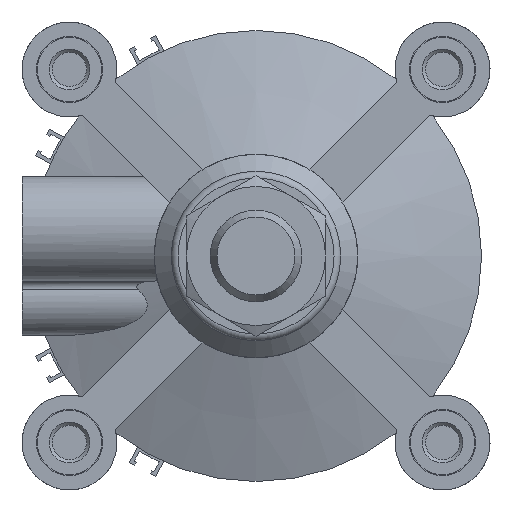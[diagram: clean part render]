
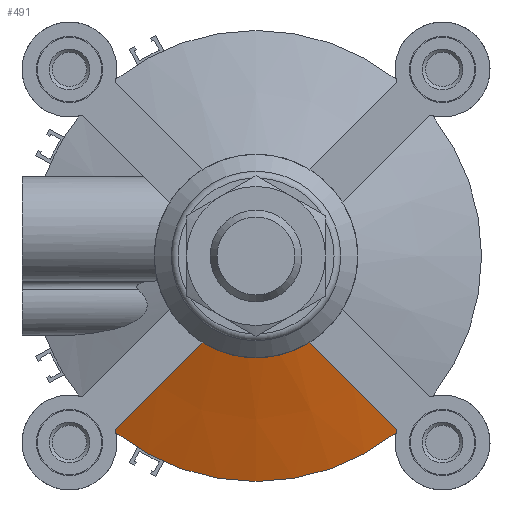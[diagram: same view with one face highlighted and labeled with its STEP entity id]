
A CAD part, left-side view. The second image highlights one B-rep face of the part: STEP entity #491.
In plain terms, the highlighted conical face has half-angle 70 degrees and reference radius 66.5 mm.
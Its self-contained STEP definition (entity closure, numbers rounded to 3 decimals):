
#491 = ADVANCED_FACE( '', ( #1168 ), #1169, .T. );
#1168 = FACE_OUTER_BOUND( '', #2124, .T. );
#1169 = CONICAL_SURFACE( '', #2125, 66.5, 1.222 );
#2124 = EDGE_LOOP( '', ( #3350, #3351, #3352, #3353, #3354, #3355 ) );
#2125 = AXIS2_PLACEMENT_3D( '', #3356, #3357, #3358 );
#3350 = ORIENTED_EDGE( '', *, *, #5529, .F. );
#3351 = ORIENTED_EDGE( '', *, *, #5530, .F. );
#3352 = ORIENTED_EDGE( '', *, *, #5531, .F. );
#3353 = ORIENTED_EDGE( '', *, *, #5532, .F. );
#3354 = ORIENTED_EDGE( '', *, *, #5533, .T. );
#3355 = ORIENTED_EDGE( '', *, *, #5534, .F. );
#3356 = CARTESIAN_POINT( '', ( 24.5, 0., 0. ) );
#3357 = DIRECTION( '', ( -1., 0., 0. ) );
#3358 = DIRECTION( '', ( 0., 0., 1. ) );
#5529 = EDGE_CURVE( '', #6640, #6641, #6642, .T. );
#5530 = EDGE_CURVE( '', #6643, #6640, #6644, .T. );
#5531 = EDGE_CURVE( '', #6645, #6643, #6646, .T. );
#5532 = EDGE_CURVE( '', #6647, #6645, #6648, .T. );
#5533 = EDGE_CURVE( '', #6647, #6649, #6650, .T. );
#5534 = EDGE_CURVE( '', #6641, #6649, #6651, .T. );
#6640 = VERTEX_POINT( '', #8252 );
#6641 = VERTEX_POINT( '', #8253 );
#6642 = B_SPLINE_CURVE_WITH_KNOTS( '', 3, ( #8254, #8255, #8256, #8257, #8258, #8259 ), .UNSPECIFIED., .F., .F., ( 4, 2, 4 ), ( 0.076, 0.095, 0.114 ), .UNSPECIFIED. );
#6643 = VERTEX_POINT( '', #8260 );
#6644 = CIRCLE( '', #8261, 30. );
#6645 = VERTEX_POINT( '', #8262 );
#6646 = B_SPLINE_CURVE_WITH_KNOTS( '', 3, ( #8263, #8264, #8265, #8266, #8267, #8268 ), .UNSPECIFIED., .F., .F., ( 4, 2, 4 ), ( 0.054, 0.074, 0.093 ), .UNSPECIFIED. );
#6647 = VERTEX_POINT( '', #8269 );
#6648 = B_SPLINE_CURVE_WITH_KNOTS( '', 3, ( #8270, #8271, #8272, #8273 ), .UNSPECIFIED., .F., .F., ( 4, 4 ), ( 0., 0.001 ), .UNSPECIFIED. );
#6649 = VERTEX_POINT( '', #8274 );
#6650 = CIRCLE( '', #8275, 66.5 );
#6651 = B_SPLINE_CURVE_WITH_KNOTS( '', 3, ( #8276, #8277, #8278, #8279 ), .UNSPECIFIED., .F., .F., ( 4, 4 ), ( 0.015, 0.016 ), .UNSPECIFIED. );
#8252 = CARTESIAN_POINT( '', ( 37.785, -15.896, 25.442 ) );
#8253 = CARTESIAN_POINT( '', ( 24.732, -41.554, 51.1 ) );
#8254 = CARTESIAN_POINT( '', ( 37.785, -15.896, 25.442 ) );
#8255 = CARTESIAN_POINT( '', ( 35.637, -20.179, 29.725 ) );
#8256 = CARTESIAN_POINT( '', ( 33.463, -24.456, 34.002 ) );
#8257 = CARTESIAN_POINT( '', ( 29.105, -33.007, 42.553 ) );
#8258 = CARTESIAN_POINT( '', ( 26.92, -37.281, 46.827 ) );
#8259 = CARTESIAN_POINT( '', ( 24.732, -41.554, 51.1 ) );
#8260 = CARTESIAN_POINT( '', ( 37.785, 15.896, 25.442 ) );
#8261 = AXIS2_PLACEMENT_3D( '', #9942, #9943, #9944 );
#8262 = CARTESIAN_POINT( '', ( 24.732, 41.554, 51.1 ) );
#8263 = CARTESIAN_POINT( '', ( 24.732, 41.554, 51.1 ) );
#8264 = CARTESIAN_POINT( '', ( 26.92, 37.281, 46.827 ) );
#8265 = CARTESIAN_POINT( '', ( 29.105, 33.007, 42.553 ) );
#8266 = CARTESIAN_POINT( '', ( 33.463, 24.456, 34.002 ) );
#8267 = CARTESIAN_POINT( '', ( 35.637, 20.179, 29.725 ) );
#8268 = CARTESIAN_POINT( '', ( 37.785, 15.896, 25.442 ) );
#8269 = CARTESIAN_POINT( '', ( 24.5, 41.299, 52.121 ) );
#8270 = CARTESIAN_POINT( '', ( 24.5, 41.299, 52.121 ) );
#8271 = CARTESIAN_POINT( '', ( 24.582, 41.372, 51.777 ) );
#8272 = CARTESIAN_POINT( '', ( 24.659, 41.457, 51.437 ) );
#8273 = CARTESIAN_POINT( '', ( 24.732, 41.554, 51.1 ) );
#8274 = CARTESIAN_POINT( '', ( 24.5, -41.299, 52.121 ) );
#8275 = AXIS2_PLACEMENT_3D( '', #9945, #9946, #9947 );
#8276 = CARTESIAN_POINT( '', ( 24.732, -41.554, 51.1 ) );
#8277 = CARTESIAN_POINT( '', ( 24.659, -41.456, 51.437 ) );
#8278 = CARTESIAN_POINT( '', ( 24.582, -41.371, 51.778 ) );
#8279 = CARTESIAN_POINT( '', ( 24.5, -41.299, 52.121 ) );
#9942 = CARTESIAN_POINT( '', ( 37.785, 0., 0. ) );
#9943 = DIRECTION( '', ( 1., 0., 0. ) );
#9944 = DIRECTION( '', ( 0., 0., -1. ) );
#9945 = CARTESIAN_POINT( '', ( 24.5, 0., 0. ) );
#9946 = DIRECTION( '', ( 1., 0., 0. ) );
#9947 = DIRECTION( '', ( 0., 0., -1. ) );
